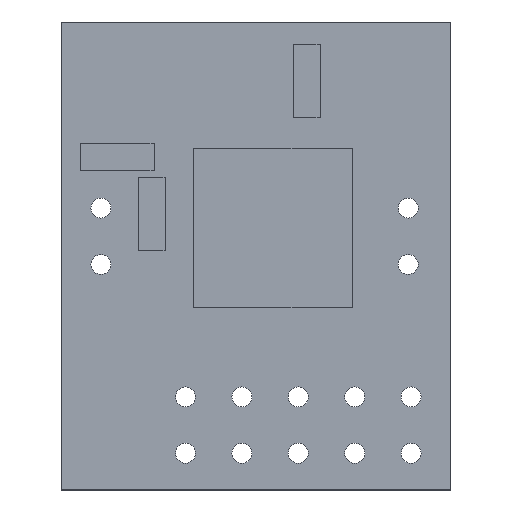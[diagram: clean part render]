
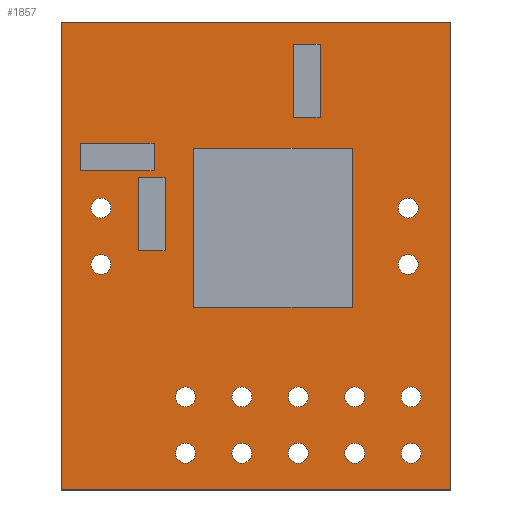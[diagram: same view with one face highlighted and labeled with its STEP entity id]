
A CAD part, top view. The second image highlights one B-rep face of the part: STEP entity #1857.
In plain terms, the highlighted planar face has unit normal (0, 0, 1).
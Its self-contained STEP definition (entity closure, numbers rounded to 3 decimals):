
#1224 = VERTEX_POINT('',#1225);
#1225 = CARTESIAN_POINT('',(85.725,43.307,0.));
#1231 = EDGE_CURVE('',#1224,#1232,#1234,.T.);
#1232 = VERTEX_POINT('',#1233);
#1233 = CARTESIAN_POINT('',(85.725,64.389,0.));
#1234 = LINE('',#1235,#1236);
#1235 = CARTESIAN_POINT('',(85.725,43.307,0.));
#1236 = VECTOR('',#1237,1.);
#1237 = DIRECTION('',(0.,1.,0.));
#1262 = EDGE_CURVE('',#1232,#1263,#1265,.T.);
#1263 = VERTEX_POINT('',#1264);
#1264 = CARTESIAN_POINT('',(103.251,64.389,0.));
#1265 = LINE('',#1266,#1267);
#1266 = CARTESIAN_POINT('',(85.725,64.389,0.));
#1267 = VECTOR('',#1268,1.);
#1268 = DIRECTION('',(1.,0.,0.));
#1293 = EDGE_CURVE('',#1263,#1294,#1296,.T.);
#1294 = VERTEX_POINT('',#1295);
#1295 = CARTESIAN_POINT('',(103.251,43.307,0.));
#1296 = LINE('',#1297,#1298);
#1297 = CARTESIAN_POINT('',(103.251,64.389,0.));
#1298 = VECTOR('',#1299,1.);
#1299 = DIRECTION('',(0.,-1.,0.));
#1324 = EDGE_CURVE('',#1294,#1224,#1325,.T.);
#1325 = LINE('',#1326,#1327);
#1326 = CARTESIAN_POINT('',(103.251,43.307,0.));
#1327 = VECTOR('',#1328,1.);
#1328 = DIRECTION('',(-1.,0.,0.));
#1348 = VERTEX_POINT('',#1349);
#1349 = CARTESIAN_POINT('',(91.763,44.958,0.));
#1355 = EDGE_CURVE('',#1348,#1348,#1356,.T.);
#1356 = CIRCLE('',#1357,0.45);
#1357 = AXIS2_PLACEMENT_3D('',#1358,#1359,#1360);
#1358 = CARTESIAN_POINT('',(91.313,44.958,0.));
#1359 = DIRECTION('',(0.,0.,1.));
#1360 = DIRECTION('',(1.,0.,0.));
#1381 = VERTEX_POINT('',#1382);
#1382 = CARTESIAN_POINT('',(94.303,44.958,0.));
#1388 = EDGE_CURVE('',#1381,#1381,#1389,.T.);
#1389 = CIRCLE('',#1390,0.45);
#1390 = AXIS2_PLACEMENT_3D('',#1391,#1392,#1393);
#1391 = CARTESIAN_POINT('',(93.853,44.958,0.));
#1392 = DIRECTION('',(0.,0.,1.));
#1393 = DIRECTION('',(1.,0.,0.));
#1414 = VERTEX_POINT('',#1415);
#1415 = CARTESIAN_POINT('',(91.763,47.498,0.));
#1421 = EDGE_CURVE('',#1414,#1414,#1422,.T.);
#1422 = CIRCLE('',#1423,0.45);
#1423 = AXIS2_PLACEMENT_3D('',#1424,#1425,#1426);
#1424 = CARTESIAN_POINT('',(91.313,47.498,0.));
#1425 = DIRECTION('',(0.,0.,1.));
#1426 = DIRECTION('',(1.,0.,0.));
#1447 = VERTEX_POINT('',#1448);
#1448 = CARTESIAN_POINT('',(87.953,53.467,0.));
#1454 = EDGE_CURVE('',#1447,#1447,#1455,.T.);
#1455 = CIRCLE('',#1456,0.45);
#1456 = AXIS2_PLACEMENT_3D('',#1457,#1458,#1459);
#1457 = CARTESIAN_POINT('',(87.503,53.467,0.));
#1458 = DIRECTION('',(0.,0.,1.));
#1459 = DIRECTION('',(1.,0.,0.));
#1480 = VERTEX_POINT('',#1481);
#1481 = CARTESIAN_POINT('',(87.953,56.007,0.));
#1487 = EDGE_CURVE('',#1480,#1480,#1488,.T.);
#1488 = CIRCLE('',#1489,0.45);
#1489 = AXIS2_PLACEMENT_3D('',#1490,#1491,#1492);
#1490 = CARTESIAN_POINT('',(87.503,56.007,0.));
#1491 = DIRECTION('',(0.,0.,1.));
#1492 = DIRECTION('',(1.,0.,0.));
#1513 = VERTEX_POINT('',#1514);
#1514 = CARTESIAN_POINT('',(96.843,47.498,0.));
#1520 = EDGE_CURVE('',#1513,#1513,#1521,.T.);
#1521 = CIRCLE('',#1522,0.45);
#1522 = AXIS2_PLACEMENT_3D('',#1523,#1524,#1525);
#1523 = CARTESIAN_POINT('',(96.393,47.498,0.));
#1524 = DIRECTION('',(0.,0.,1.));
#1525 = DIRECTION('',(1.,0.,0.));
#1546 = VERTEX_POINT('',#1547);
#1547 = CARTESIAN_POINT('',(94.303,47.498,0.));
#1553 = EDGE_CURVE('',#1546,#1546,#1554,.T.);
#1554 = CIRCLE('',#1555,0.45);
#1555 = AXIS2_PLACEMENT_3D('',#1556,#1557,#1558);
#1556 = CARTESIAN_POINT('',(93.853,47.498,0.));
#1557 = DIRECTION('',(0.,0.,1.));
#1558 = DIRECTION('',(1.,0.,0.));
#1579 = VERTEX_POINT('',#1580);
#1580 = CARTESIAN_POINT('',(96.843,44.958,0.));
#1586 = EDGE_CURVE('',#1579,#1579,#1587,.T.);
#1587 = CIRCLE('',#1588,0.45);
#1588 = AXIS2_PLACEMENT_3D('',#1589,#1590,#1591);
#1589 = CARTESIAN_POINT('',(96.393,44.958,0.));
#1590 = DIRECTION('',(0.,0.,1.));
#1591 = DIRECTION('',(1.,0.,0.));
#1612 = VERTEX_POINT('',#1613);
#1613 = CARTESIAN_POINT('',(101.923,44.958,0.));
#1619 = EDGE_CURVE('',#1612,#1612,#1620,.T.);
#1620 = CIRCLE('',#1621,0.45);
#1621 = AXIS2_PLACEMENT_3D('',#1622,#1623,#1624);
#1622 = CARTESIAN_POINT('',(101.473,44.958,0.));
#1623 = DIRECTION('',(0.,0.,1.));
#1624 = DIRECTION('',(1.,0.,0.));
#1645 = VERTEX_POINT('',#1646);
#1646 = CARTESIAN_POINT('',(99.383,44.958,0.));
#1652 = EDGE_CURVE('',#1645,#1645,#1653,.T.);
#1653 = CIRCLE('',#1654,0.45);
#1654 = AXIS2_PLACEMENT_3D('',#1655,#1656,#1657);
#1655 = CARTESIAN_POINT('',(98.933,44.958,0.));
#1656 = DIRECTION('',(0.,0.,1.));
#1657 = DIRECTION('',(1.,0.,0.));
#1678 = VERTEX_POINT('',#1679);
#1679 = CARTESIAN_POINT('',(99.383,47.498,0.));
#1685 = EDGE_CURVE('',#1678,#1678,#1686,.T.);
#1686 = CIRCLE('',#1687,0.45);
#1687 = AXIS2_PLACEMENT_3D('',#1688,#1689,#1690);
#1688 = CARTESIAN_POINT('',(98.933,47.498,0.));
#1689 = DIRECTION('',(0.,0.,1.));
#1690 = DIRECTION('',(1.,0.,0.));
#1711 = VERTEX_POINT('',#1712);
#1712 = CARTESIAN_POINT('',(101.796,53.467,0.));
#1718 = EDGE_CURVE('',#1711,#1711,#1719,.T.);
#1719 = CIRCLE('',#1720,0.45);
#1720 = AXIS2_PLACEMENT_3D('',#1721,#1722,#1723);
#1721 = CARTESIAN_POINT('',(101.346,53.467,0.));
#1722 = DIRECTION('',(0.,0.,1.));
#1723 = DIRECTION('',(1.,0.,0.));
#1744 = VERTEX_POINT('',#1745);
#1745 = CARTESIAN_POINT('',(101.923,47.498,0.));
#1751 = EDGE_CURVE('',#1744,#1744,#1752,.T.);
#1752 = CIRCLE('',#1753,0.45);
#1753 = AXIS2_PLACEMENT_3D('',#1754,#1755,#1756);
#1754 = CARTESIAN_POINT('',(101.473,47.498,0.));
#1755 = DIRECTION('',(0.,0.,1.));
#1756 = DIRECTION('',(1.,0.,0.));
#1777 = VERTEX_POINT('',#1778);
#1778 = CARTESIAN_POINT('',(101.796,56.007,0.));
#1784 = EDGE_CURVE('',#1777,#1777,#1785,.T.);
#1785 = CIRCLE('',#1786,0.45);
#1786 = AXIS2_PLACEMENT_3D('',#1787,#1788,#1789);
#1787 = CARTESIAN_POINT('',(101.346,56.007,0.));
#1788 = DIRECTION('',(0.,0.,1.));
#1789 = DIRECTION('',(1.,0.,0.));
#1857 = ADVANCED_FACE('',(#1858,#1864,#1867,#1870,#1873,#1876,#1879,
    #1882,#1885,#1888,#1891,#1894,#1897,#1900,#1903),#1906,.T.);
#1858 = FACE_BOUND('',#1859,.F.);
#1859 = EDGE_LOOP('',(#1860,#1861,#1862,#1863));
#1860 = ORIENTED_EDGE('',*,*,#1231,.T.);
#1861 = ORIENTED_EDGE('',*,*,#1262,.T.);
#1862 = ORIENTED_EDGE('',*,*,#1293,.T.);
#1863 = ORIENTED_EDGE('',*,*,#1324,.T.);
#1864 = FACE_BOUND('',#1865,.T.);
#1865 = EDGE_LOOP('',(#1866));
#1866 = ORIENTED_EDGE('',*,*,#1355,.F.);
#1867 = FACE_BOUND('',#1868,.T.);
#1868 = EDGE_LOOP('',(#1869));
#1869 = ORIENTED_EDGE('',*,*,#1388,.F.);
#1870 = FACE_BOUND('',#1871,.T.);
#1871 = EDGE_LOOP('',(#1872));
#1872 = ORIENTED_EDGE('',*,*,#1421,.F.);
#1873 = FACE_BOUND('',#1874,.T.);
#1874 = EDGE_LOOP('',(#1875));
#1875 = ORIENTED_EDGE('',*,*,#1454,.F.);
#1876 = FACE_BOUND('',#1877,.T.);
#1877 = EDGE_LOOP('',(#1878));
#1878 = ORIENTED_EDGE('',*,*,#1487,.F.);
#1879 = FACE_BOUND('',#1880,.T.);
#1880 = EDGE_LOOP('',(#1881));
#1881 = ORIENTED_EDGE('',*,*,#1520,.F.);
#1882 = FACE_BOUND('',#1883,.T.);
#1883 = EDGE_LOOP('',(#1884));
#1884 = ORIENTED_EDGE('',*,*,#1553,.F.);
#1885 = FACE_BOUND('',#1886,.T.);
#1886 = EDGE_LOOP('',(#1887));
#1887 = ORIENTED_EDGE('',*,*,#1586,.F.);
#1888 = FACE_BOUND('',#1889,.T.);
#1889 = EDGE_LOOP('',(#1890));
#1890 = ORIENTED_EDGE('',*,*,#1619,.F.);
#1891 = FACE_BOUND('',#1892,.T.);
#1892 = EDGE_LOOP('',(#1893));
#1893 = ORIENTED_EDGE('',*,*,#1652,.F.);
#1894 = FACE_BOUND('',#1895,.T.);
#1895 = EDGE_LOOP('',(#1896));
#1896 = ORIENTED_EDGE('',*,*,#1685,.F.);
#1897 = FACE_BOUND('',#1898,.T.);
#1898 = EDGE_LOOP('',(#1899));
#1899 = ORIENTED_EDGE('',*,*,#1718,.F.);
#1900 = FACE_BOUND('',#1901,.T.);
#1901 = EDGE_LOOP('',(#1902));
#1902 = ORIENTED_EDGE('',*,*,#1751,.F.);
#1903 = FACE_BOUND('',#1904,.T.);
#1904 = EDGE_LOOP('',(#1905));
#1905 = ORIENTED_EDGE('',*,*,#1784,.F.);
#1906 = PLANE('',#1907);
#1907 = AXIS2_PLACEMENT_3D('',#1908,#1909,#1910);
#1908 = CARTESIAN_POINT('',(85.725,43.307,0.));
#1909 = DIRECTION('',(0.,0.,1.));
#1910 = DIRECTION('',(1.,0.,0.));
